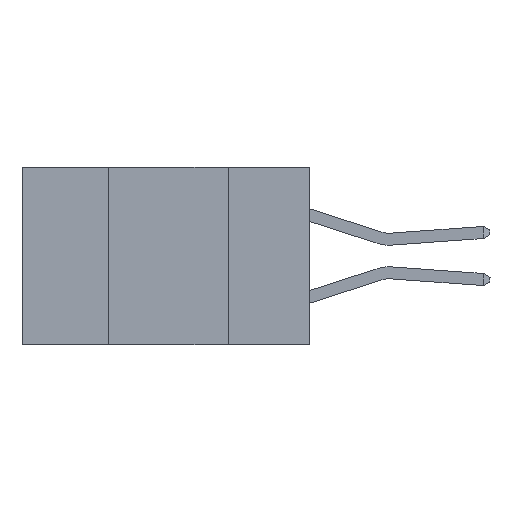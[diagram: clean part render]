
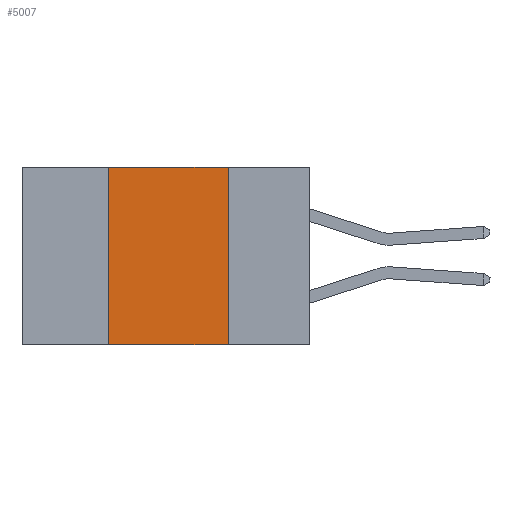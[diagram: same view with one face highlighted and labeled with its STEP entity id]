
A CAD part, left-side view. The second image highlights one B-rep face of the part: STEP entity #5007.
In plain terms, the highlighted planar face has unit normal (-1, 0, 0).
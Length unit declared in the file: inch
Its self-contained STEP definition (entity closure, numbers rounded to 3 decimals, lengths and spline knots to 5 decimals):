
#223 = DIRECTION ( 'NONE',  ( 0., -1., 0. ) ) ;
#566 = ORIENTED_EDGE ( 'NONE', *, *, #22024, .T. ) ;
#568 = VERTEX_POINT ( 'NONE', #7661 ) ;
#2174 = ORIENTED_EDGE ( 'NONE', *, *, #20649, .F. ) ;
#3158 = CARTESIAN_POINT ( 'NONE',  ( 0., 0.17, -0.37 ) ) ;
#3189 = ORIENTED_EDGE ( 'NONE', *, *, #19593, .F. ) ;
#3371 = LINE ( 'NONE', #7522, #20429 ) ;
#5007 = ADVANCED_FACE ( 'NONE', ( #16854 ), #7569, .F. ) ;
#5476 = CARTESIAN_POINT ( 'NONE',  ( 0., 0.6, 0. ) ) ;
#6514 = CARTESIAN_POINT ( 'NONE',  ( 0., 0.6, -0.37 ) ) ;
#6808 = VERTEX_POINT ( 'NONE', #3158 ) ;
#7522 = CARTESIAN_POINT ( 'NONE',  ( 0., 0.42, 0. ) ) ;
#7569 = PLANE ( 'NONE',  #18660 ) ;
#7661 = CARTESIAN_POINT ( 'NONE',  ( 0., 0.42, 0. ) ) ;
#10361 = EDGE_CURVE ( 'NONE', #568, #23794, #28095, .T. ) ;
#12521 = ORIENTED_EDGE ( 'NONE', *, *, #10361, .F. ) ;
#12850 = VERTEX_POINT ( 'NONE', #26371 ) ;
#13796 = DIRECTION ( 'NONE',  ( 0., 0., 1. ) ) ;
#14161 = DIRECTION ( 'NONE',  ( 0., 0., -1. ) ) ;
#14482 = VECTOR ( 'NONE', #223, 39.37008 ) ;
#15802 = VECTOR ( 'NONE', #18077, 39.37008 ) ;
#15906 = VECTOR ( 'NONE', #14161, 39.37008 ) ;
#16600 = CARTESIAN_POINT ( 'NONE',  ( 0., 0.17, 0. ) ) ;
#16854 = FACE_OUTER_BOUND ( 'NONE', #24654, .T. ) ;
#17144 = DIRECTION ( 'NONE',  ( 0., 0., -1. ) ) ;
#18077 = DIRECTION ( 'NONE',  ( 0., -1., 0. ) ) ;
#18660 = AXIS2_PLACEMENT_3D ( 'NONE', #5476, #21357, #17144 ) ;
#19593 = EDGE_CURVE ( 'NONE', #12850, #568, #3371, .T. ) ;
#20429 = VECTOR ( 'NONE', #13796, 39.37008 ) ;
#20649 = EDGE_CURVE ( 'NONE', #23794, #6808, #23718, .T. ) ;
#20656 = CARTESIAN_POINT ( 'NONE',  ( 0., 0.17, 0. ) ) ;
#21357 = DIRECTION ( 'NONE',  ( 1., 0., 0. ) ) ;
#21613 = LINE ( 'NONE', #6514, #15802 ) ;
#22024 = EDGE_CURVE ( 'NONE', #12850, #6808, #21613, .T. ) ;
#23718 = LINE ( 'NONE', #20656, #15906 ) ;
#23794 = VERTEX_POINT ( 'NONE', #16600 ) ;
#24126 = CARTESIAN_POINT ( 'NONE',  ( 0., 0.6, 0. ) ) ;
#24654 = EDGE_LOOP ( 'NONE', ( #2174, #12521, #3189, #566 ) ) ;
#26371 = CARTESIAN_POINT ( 'NONE',  ( 0., 0.42, -0.37 ) ) ;
#28095 = LINE ( 'NONE', #24126, #14482 ) ;
